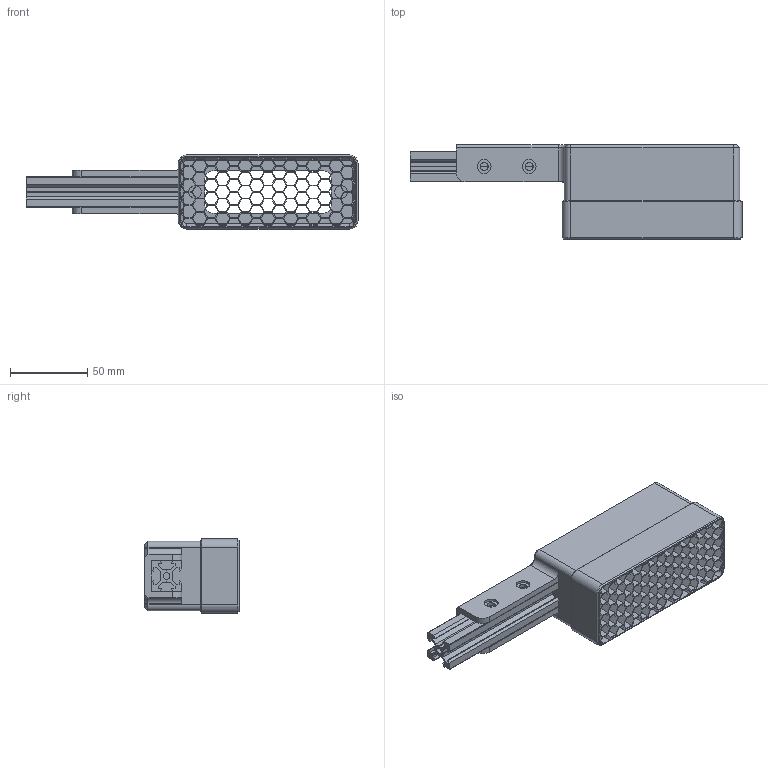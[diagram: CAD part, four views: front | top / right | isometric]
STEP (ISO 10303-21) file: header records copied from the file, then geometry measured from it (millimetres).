
FILE_DESCRIPTION(/* description */ (''),/* implementation_level */ '2;1');
FILE_NAME(/* name */ 'neewer_holder.step',/* time_stamp */ '2025-07-01T17:39:07+02:00',/* author */ (''),/* organization */ (''),/* preprocessor_version */ 'ST-DEVELOPER v20.1',/* originating_system */ 'Autodesk Translation Framework v14.10.0.0',/* authorisation */ '');
FILE_SCHEMA (('AUTOMOTIVE_DESIGN { 1 0 10303 214 3 1 1 }'));
Length unit declared in the file: millimetre
Products named in the file (4): LED Holder Starter Template; Rail v1; Rail; neewer L2
Assembly tree (3 placements, depth 3):
  LED Holder Starter Template
    Rail v1
      Rail
    neewer L2
Bounding box: 215 x 61 x 48 mm (x, y, z)
Volume: 92392.3 mm3; surface area: 99547.1 mm2
Topology: 3 solids, 3 shells, 1111 faces, 3184 edges, 2072 vertices
Faces by surface type: plane 949, bspline 81, cylinder 51, cone 30
Full cylindrical faces by diameter (mm): 4.2 x1, 5.2 x4, 8.1 x2, 9 x4
Entity records: 36718 total; most frequent: CARTESIAN_POINT 7651, ORIENTED_EDGE 6368, DIRECTION 5280, EDGE_CURVE 3184, LINE 2886, VECTOR 2886, VERTEX_POINT 2072, EDGE_LOOP 1302
